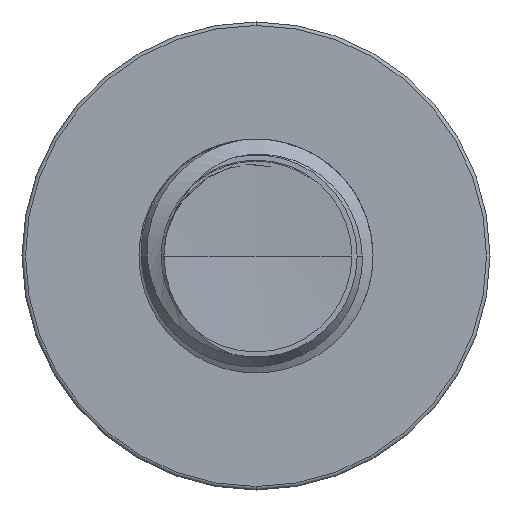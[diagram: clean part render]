
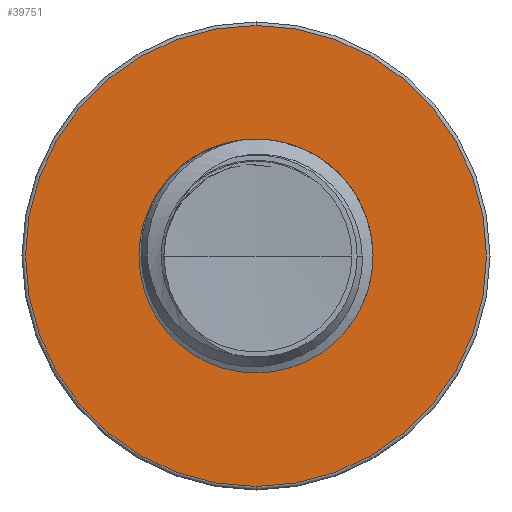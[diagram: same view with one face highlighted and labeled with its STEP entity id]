
A CAD part, front view. The second image highlights one B-rep face of the part: STEP entity #39751.
In plain terms, the highlighted planar face has unit normal (0, -1, 0).
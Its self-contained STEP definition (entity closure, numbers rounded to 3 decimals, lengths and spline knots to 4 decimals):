
#219 = DIRECTION ( 'NONE',  ( 0., -1., 0. ) ) ;
#1120 = CIRCLE ( 'NONE', #7632, 3.94 ) ;
#2371 = CARTESIAN_POINT ( 'NONE',  ( 0., 17.5, 3.94 ) ) ;
#2429 = VERTEX_POINT ( 'NONE', #9612 ) ;
#3096 = EDGE_LOOP ( 'NONE', ( #30754, #22716 ) ) ;
#5065 = CIRCLE ( 'NONE', #31779, 1.9709 ) ;
#5500 = EDGE_CURVE ( 'NONE', #2429, #36000, #5065, .T. ) ;
#6068 = VERTEX_POINT ( 'NONE', #2371 ) ;
#7254 = CARTESIAN_POINT ( 'NONE',  ( 0., 17.5, 0. ) ) ;
#7632 = AXIS2_PLACEMENT_3D ( 'NONE', #21541, #219, #25249 ) ;
#7953 = CARTESIAN_POINT ( 'NONE',  ( 0., 17.5, 0. ) ) ;
#7972 = DIRECTION ( 'NONE',  ( 0., 0., -1. ) ) ;
#8014 = DIRECTION ( 'NONE',  ( 0., -1., 0. ) ) ;
#8140 = CARTESIAN_POINT ( 'NONE',  ( 0., 17.5, 0. ) ) ;
#8789 = PLANE ( 'NONE',  #38936 ) ;
#9612 = CARTESIAN_POINT ( 'NONE',  ( 0., 17.5, -1.9709 ) ) ;
#10129 = AXIS2_PLACEMENT_3D ( 'NONE', #7254, #32480, #10908 ) ;
#10908 = DIRECTION ( 'NONE',  ( 0., 0., -1. ) ) ;
#11587 = DIRECTION ( 'NONE',  ( 0., 0., -1. ) ) ;
#13136 = FACE_BOUND ( 'NONE', #42000, .T. ) ;
#13572 = CARTESIAN_POINT ( 'NONE',  ( 0., 17.5, 1.9709 ) ) ;
#17251 = DIRECTION ( 'NONE',  ( 0., -1., 0. ) ) ;
#20133 = CIRCLE ( 'NONE', #39312, 1.9709 ) ;
#20508 = EDGE_CURVE ( 'NONE', #36000, #2429, #20133, .T. ) ;
#21541 = CARTESIAN_POINT ( 'NONE',  ( 0., 17.5, 0. ) ) ;
#22716 = ORIENTED_EDGE ( 'NONE', *, *, #25423, .T. ) ;
#23408 = CARTESIAN_POINT ( 'NONE',  ( 0., 17.5, 1.9709 ) ) ;
#25129 = EDGE_CURVE ( 'NONE', #36722, #6068, #1120, .T. ) ;
#25249 = DIRECTION ( 'NONE',  ( 0., 0., -1. ) ) ;
#25423 = EDGE_CURVE ( 'NONE', #6068, #36722, #37488, .T. ) ;
#26057 = CARTESIAN_POINT ( 'NONE',  ( 0., 17.5, -3.94 ) ) ;
#27779 = ORIENTED_EDGE ( 'NONE', *, *, #5500, .F. ) ;
#30754 = ORIENTED_EDGE ( 'NONE', *, *, #25129, .T. ) ;
#31779 = AXIS2_PLACEMENT_3D ( 'NONE', #8140, #8014, #7972 ) ;
#32480 = DIRECTION ( 'NONE',  ( 0., -1., 0. ) ) ;
#33125 = DIRECTION ( 'NONE',  ( 0., -1., 0. ) ) ;
#36000 = VERTEX_POINT ( 'NONE', #23408 ) ;
#36722 = VERTEX_POINT ( 'NONE', #26057 ) ;
#37488 = CIRCLE ( 'NONE', #10129, 3.94 ) ;
#38936 = AXIS2_PLACEMENT_3D ( 'NONE', #13572, #17251, #40975 ) ;
#39312 = AXIS2_PLACEMENT_3D ( 'NONE', #7953, #33125, #11587 ) ;
#39705 = FACE_OUTER_BOUND ( 'NONE', #3096, .T. ) ;
#39751 = ADVANCED_FACE ( 'NONE', ( #39705, #13136 ), #8789, .T. ) ;
#39864 = ORIENTED_EDGE ( 'NONE', *, *, #20508, .F. ) ;
#40975 = DIRECTION ( 'NONE',  ( 0., 0., -1. ) ) ;
#42000 = EDGE_LOOP ( 'NONE', ( #27779, #39864 ) ) ;
